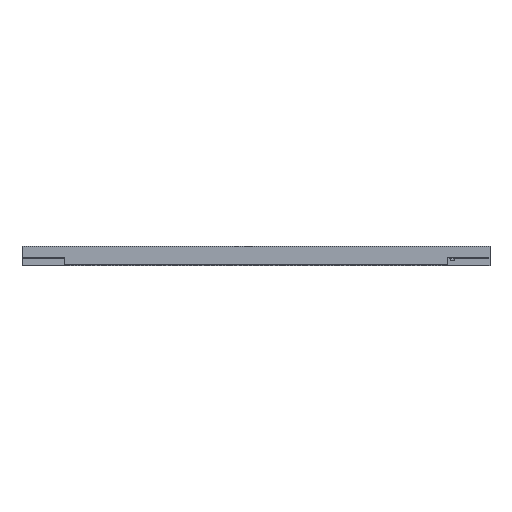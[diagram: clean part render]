
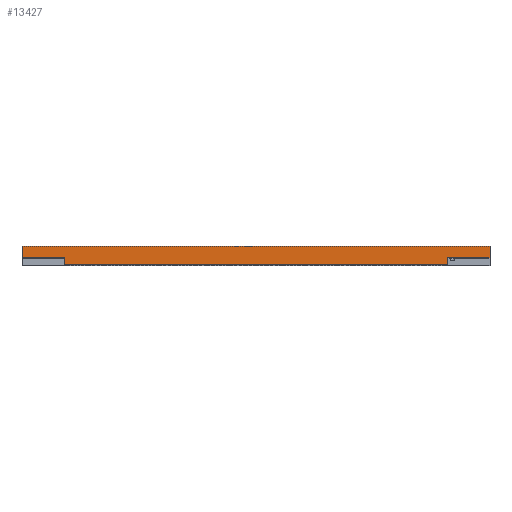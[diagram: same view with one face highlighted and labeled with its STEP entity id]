
A CAD part, top view. The second image highlights one B-rep face of the part: STEP entity #13427.
In plain terms, the highlighted planar face has unit normal (0, 0, 1).
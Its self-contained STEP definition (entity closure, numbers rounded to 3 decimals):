
#301=PLANE('',#14225);
#797=FACE_OUTER_BOUND('',#1458,.T.);
#1458=EDGE_LOOP('',(#9554,#9555,#9556,#9557,#9558,#9559,#9560,#9561));
#2347=LINE('',#20369,#3582);
#2373=LINE('',#20431,#3608);
#2376=LINE('',#20438,#3611);
#2390=LINE('',#20470,#3625);
#2392=LINE('',#20473,#3627);
#2396=LINE('',#20483,#3631);
#2397=LINE('',#20484,#3632);
#2398=LINE('',#20485,#3633);
#3582=VECTOR('',#16170,10.);
#3608=VECTOR('',#16230,10.);
#3611=VECTOR('',#16237,10.);
#3625=VECTOR('',#16263,10.);
#3627=VECTOR('',#16267,10.);
#3631=VECTOR('',#16277,10.);
#3632=VECTOR('',#16278,10.);
#3633=VECTOR('',#16279,10.);
#5679=VERTEX_POINT('',#20366);
#5680=VERTEX_POINT('',#20368);
#5698=VERTEX_POINT('',#20428);
#5699=VERTEX_POINT('',#20430);
#5701=VERTEX_POINT('',#20436);
#5712=VERTEX_POINT('',#20467);
#5713=VERTEX_POINT('',#20469);
#5716=VERTEX_POINT('',#20482);
#7171=EDGE_CURVE('',#5679,#5680,#2347,.T.);
#7202=EDGE_CURVE('',#5699,#5698,#2373,.T.);
#7206=EDGE_CURVE('',#5701,#5699,#2376,.T.);
#7221=EDGE_CURVE('',#5713,#5712,#2390,.T.);
#7223=EDGE_CURVE('',#5679,#5713,#2392,.T.);
#7228=EDGE_CURVE('',#5698,#5716,#2396,.T.);
#7229=EDGE_CURVE('',#5680,#5716,#2397,.T.);
#7230=EDGE_CURVE('',#5712,#5701,#2398,.T.);
#9554=ORIENTED_EDGE('',*,*,#7206,.T.);
#9555=ORIENTED_EDGE('',*,*,#7202,.T.);
#9556=ORIENTED_EDGE('',*,*,#7228,.T.);
#9557=ORIENTED_EDGE('',*,*,#7229,.F.);
#9558=ORIENTED_EDGE('',*,*,#7171,.F.);
#9559=ORIENTED_EDGE('',*,*,#7223,.T.);
#9560=ORIENTED_EDGE('',*,*,#7221,.T.);
#9561=ORIENTED_EDGE('',*,*,#7230,.T.);
#13427=ADVANCED_FACE('',(#797),#301,.T.);
#14225=AXIS2_PLACEMENT_3D('',#20481,#16275,#16276);
#16170=DIRECTION('',(0.,1.,0.));
#16230=DIRECTION('',(1.,0.,0.));
#16237=DIRECTION('',(0.,1.,0.));
#16263=DIRECTION('',(0.,-1.,0.));
#16267=DIRECTION('',(1.,0.,0.));
#16275=DIRECTION('center_axis',(0.,0.,1.));
#16276=DIRECTION('ref_axis',(1.,0.,0.));
#16277=DIRECTION('',(0.,1.,0.));
#16278=DIRECTION('',(1.,0.,0.));
#16279=DIRECTION('',(1.,0.,0.));
#20366=CARTESIAN_POINT('',(0.,3.,0.));
#20368=CARTESIAN_POINT('',(0.,8.,0.));
#20369=CARTESIAN_POINT('',(0.,0.,0.));
#20428=CARTESIAN_POINT('',(200.,3.,0.));
#20430=CARTESIAN_POINT('',(182.,3.,0.));
#20431=CARTESIAN_POINT('',(95.5,3.,0.));
#20436=CARTESIAN_POINT('',(182.,0.,0.));
#20438=CARTESIAN_POINT('',(182.,0.,0.));
#20467=CARTESIAN_POINT('',(18.,0.,0.));
#20469=CARTESIAN_POINT('',(18.,3.,0.));
#20470=CARTESIAN_POINT('',(18.,0.,0.));
#20473=CARTESIAN_POINT('',(4.5,3.,0.));
#20481=CARTESIAN_POINT('Origin',(0.,0.,0.));
#20482=CARTESIAN_POINT('',(200.,8.,0.));
#20483=CARTESIAN_POINT('',(200.,0.,0.));
#20484=CARTESIAN_POINT('',(0.,8.,0.));
#20485=CARTESIAN_POINT('',(0.,0.,0.));
